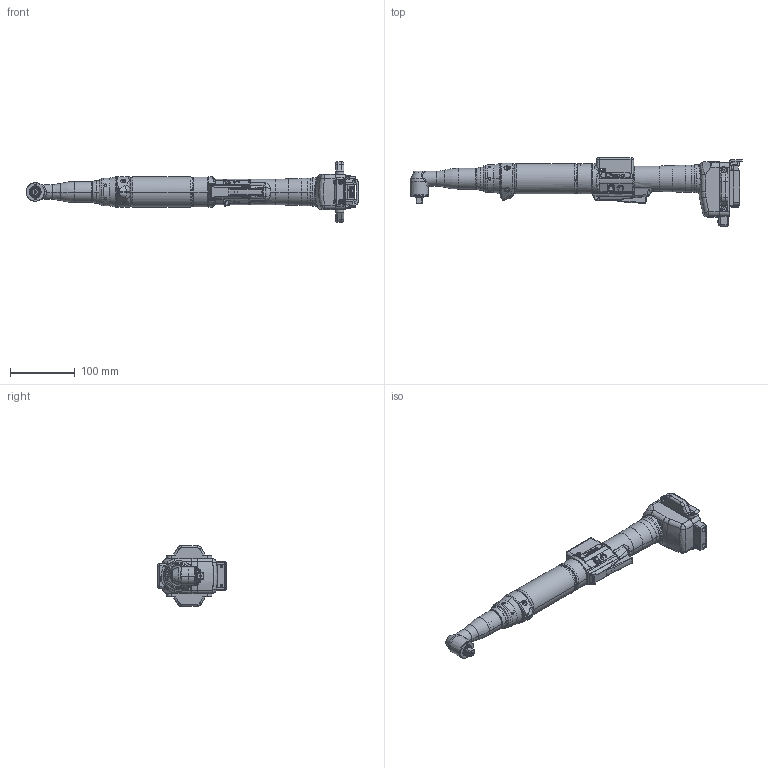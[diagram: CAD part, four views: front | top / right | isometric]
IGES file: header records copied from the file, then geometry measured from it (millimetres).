
Start section:  PTC IGES file: 47ba_b28p3.igs
Global section: file name: 47ba_b28p3.igs; native system: Pro/ENGINEER by Parametric Technology Corporation; preprocessor: 2010140; author: k62ak; organization: Unknown; date: 20160301.073401; units: millimetre
Bounding box: 512 x 104.95 x 93.5 mm (x, y, z)
Volume: 278291.7 mm3; surface area: 232695.2 mm2
Topology: 8 solids, 9 shells, 7439 faces, 20568 edges, 13359 vertices
Faces by surface type: bspline 5807, revolution 1626, extrusion 6
